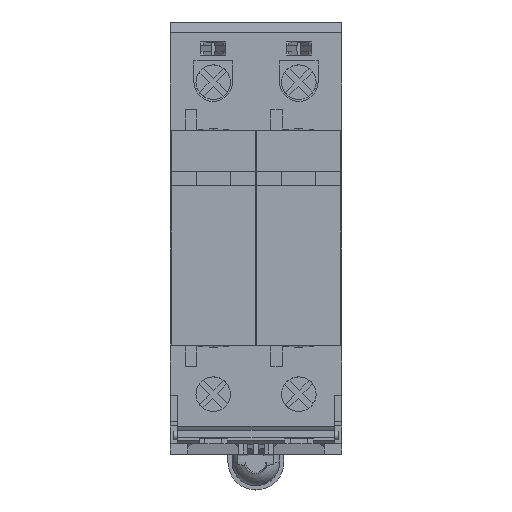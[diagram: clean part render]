
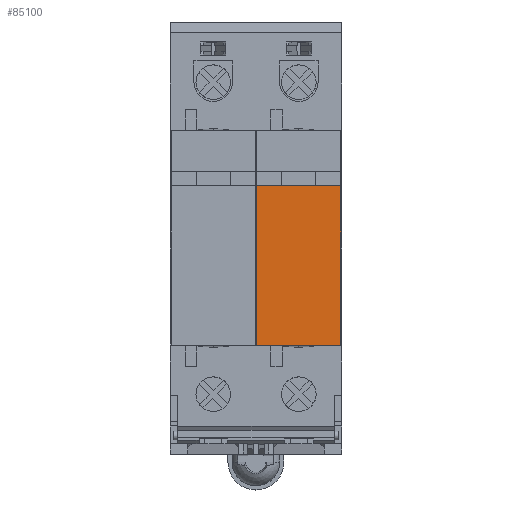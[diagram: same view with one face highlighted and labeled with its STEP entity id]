
A CAD part, top view. The second image highlights one B-rep face of the part: STEP entity #85100.
In plain terms, the highlighted face is planar.
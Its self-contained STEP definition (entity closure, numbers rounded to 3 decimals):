
#22690=CARTESIAN_POINT('',(22.404,98.015,
43.15));
#22700=VERTEX_POINT('',#22690);
#22730=CARTESIAN_POINT('',(22.404,98.015,
25.496));
#22740=DIRECTION('',(0.,0.,-1.));
#22750=VECTOR('',#22740,1.);
#22760=LINE('',#22730,#22750);
#22770=CARTESIAN_POINT('',(22.404,98.015,
25.65));
#22780=VERTEX_POINT('',#22770);
#22790=EDGE_CURVE('',#22700,#22780,#22760,.T.);
#67170=CARTESIAN_POINT('',(-1.813,98.015,
25.65));
#67180=DIRECTION('',(-1.,0.,0.));
#67190=VECTOR('',#67180,1.);
#67200=LINE('',#67170,#67190);
#67210=CARTESIAN_POINT('',(-10.846,98.015,
25.65));
#67220=VERTEX_POINT('',#67210);
#67230=EDGE_CURVE('',#22780,#67220,#67200,.T.);
#84440=CARTESIAN_POINT('',(-10.846,98.015,
25.496));
#84450=DIRECTION('',(0.,0.,1.));
#84460=VECTOR('',#84450,1.);
#84470=LINE('',#84440,#84460);
#84480=CARTESIAN_POINT('',(-10.846,98.015,
43.15));
#84490=VERTEX_POINT('',#84480);
#84500=EDGE_CURVE('',#67220,#84490,#84470,.T.);
#84940=CARTESIAN_POINT('',(21.404,98.015,
25.496));
#84950=DIRECTION('',(0.,-1.,0.));
#84960=DIRECTION('',(1.,0.,-0.));
#84970=AXIS2_PLACEMENT_3D('',#84940,#84950,#84960);
#84980=PLANE('',#84970);
#84990=ORIENTED_EDGE('',*,*,#22790,.T.);
#85000=CARTESIAN_POINT('',(-1.813,98.015,
43.15));
#85010=DIRECTION('',(1.,0.,
0.));
#85020=VECTOR('',#85010,1.);
#85030=LINE('',#85000,#85020);
#85040=EDGE_CURVE('',#84490,#22700,#85030,.T.);
#85050=ORIENTED_EDGE('',*,*,#85040,.T.);
#85060=ORIENTED_EDGE('',*,*,#84500,.T.);
#85070=ORIENTED_EDGE('',*,*,#67230,.T.);
#85080=EDGE_LOOP('',(#85070,#85060,#85050,#84990));
#85090=FACE_OUTER_BOUND('',#85080,.T.);
#85100=ADVANCED_FACE('',(#85090),#84980,.F.);
